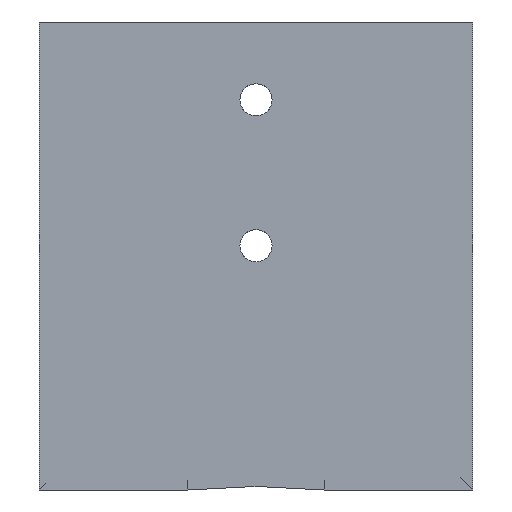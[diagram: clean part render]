
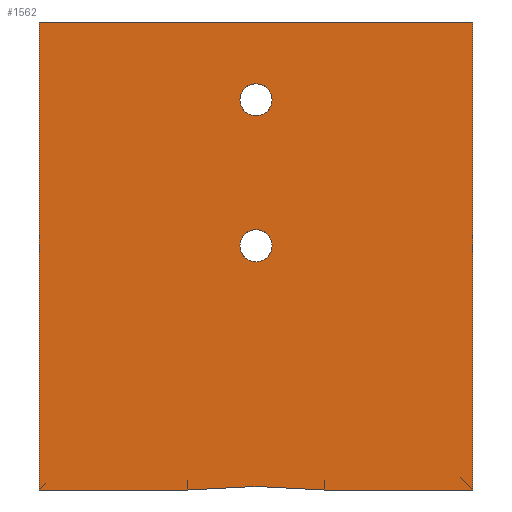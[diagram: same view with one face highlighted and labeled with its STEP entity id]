
A CAD part, top view. The second image highlights one B-rep face of the part: STEP entity #1562.
In plain terms, the highlighted planar face has unit normal (0, 0, 1).
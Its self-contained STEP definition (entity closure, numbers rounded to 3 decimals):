
#87 = DIRECTION ( 'NONE',  ( 0., 0., -1. ) ) ;
#141 = EDGE_CURVE ( 'NONE', #2238, #1311, #421, .T. ) ;
#167 = CARTESIAN_POINT ( 'NONE',  ( 24.151, 60., 0. ) ) ;
#197 = ORIENTED_EDGE ( 'NONE', *, *, #1386, .T. ) ;
#259 = EDGE_CURVE ( 'NONE', #1748, #265, #600, .T. ) ;
#265 = VERTEX_POINT ( 'NONE', #370 ) ;
#273 = LINE ( 'NONE', #675, #2878 ) ;
#277 = CIRCLE ( 'NONE', #2063, 1.651 ) ;
#304 = DIRECTION ( 'NONE',  ( -1., 0., 0. ) ) ;
#313 = CARTESIAN_POINT ( 'NONE',  ( 15.443, 34.9, 0. ) ) ;
#329 = EDGE_LOOP ( 'NONE', ( #1706, #1948 ) ) ;
#330 = EDGE_CURVE ( 'NONE', #2629, #1276, #277, .T. ) ;
#353 = DIRECTION ( 'NONE',  ( 0., 0., -1. ) ) ;
#370 = CARTESIAN_POINT ( 'NONE',  ( 44.775, 34.9, 0. ) ) ;
#421 = CIRCLE ( 'NONE', #3041, 1.651 ) ;
#457 = B_SPLINE_CURVE_WITH_KNOTS ( 'NONE', 3,
 ( #1769, #807, #1750, #2970, #1078, #2038, #2004, #550, #2541, #2246, #2784, #566, #1529, #581 ),
 .UNSPECIFIED., .F., .F.,
 ( 4, 2, 2, 2, 2, 2, 4 ),
 ( 0., 0.004, 0.005, 0.007, 0.009, 0.011, 0.014 ),
 .UNSPECIFIED. ) ;
#461 = CIRCLE ( 'NONE', #2409, 1.651 ) ;
#518 = CARTESIAN_POINT ( 'NONE',  ( 22.5, 75., 0. ) ) ;
#550 = CARTESIAN_POINT ( 'NONE',  ( 23.089, 35.262, 0. ) ) ;
#566 = CARTESIAN_POINT ( 'NONE',  ( 27.205, 34.994, 0. ) ) ;
#574 = ORIENTED_EDGE ( 'NONE', *, *, #2227, .T. ) ;
#581 = CARTESIAN_POINT ( 'NONE',  ( 29.557, 34.9, 0. ) ) ;
#600 = LINE ( 'NONE', #2517, #2985 ) ;
#635 = CARTESIAN_POINT ( 'NONE',  ( 0.225, 0., 0. ) ) ;
#675 = CARTESIAN_POINT ( 'NONE',  ( 27.89, 34.9, 0. ) ) ;
#692 = VECTOR ( 'NONE', #1642, 1000. ) ;
#721 = EDGE_CURVE ( 'NONE', #2019, #2661, #273, .T. ) ;
#764 = ORIENTED_EDGE ( 'NONE', *, *, #721, .T. ) ;
#807 = CARTESIAN_POINT ( 'NONE',  ( 16.62, 34.9, 0. ) ) ;
#848 = CARTESIAN_POINT ( 'NONE',  ( 20.849, 60., 0. ) ) ;
#883 = DIRECTION ( 'NONE',  ( 0., 1., 0. ) ) ;
#971 = VECTOR ( 'NONE', #883, 1000. ) ;
#977 = ORIENTED_EDGE ( 'NONE', *, *, #2897, .T. ) ;
#1033 = CARTESIAN_POINT ( 'NONE',  ( 0., 0., 0. ) ) ;
#1061 = AXIS2_PLACEMENT_3D ( 'NONE', #1033, #353, #304 ) ;
#1078 = CARTESIAN_POINT ( 'NONE',  ( 20.149, 35.179, 0. ) ) ;
#1130 = CARTESIAN_POINT ( 'NONE',  ( 24.151, 75., 0. ) ) ;
#1246 = DIRECTION ( 'NONE',  ( 0., 0., -1. ) ) ;
#1258 = CARTESIAN_POINT ( 'NONE',  ( 0., 83., 0. ) ) ;
#1268 = CARTESIAN_POINT ( 'NONE',  ( 20.849, 75., 0. ) ) ;
#1276 = VERTEX_POINT ( 'NONE', #1130 ) ;
#1298 = CARTESIAN_POINT ( 'NONE',  ( 22.5, 75., 0. ) ) ;
#1311 = VERTEX_POINT ( 'NONE', #848 ) ;
#1340 = FACE_BOUND ( 'NONE', #2470, .T. ) ;
#1386 = EDGE_CURVE ( 'NONE', #2410, #2128, #2365, .T. ) ;
#1423 = CARTESIAN_POINT ( 'NONE',  ( 22.5, 60., 0. ) ) ;
#1519 = FACE_OUTER_BOUND ( 'NONE', #2740, .T. ) ;
#1529 = CARTESIAN_POINT ( 'NONE',  ( 28.381, 34.9, 0. ) ) ;
#1544 = ORIENTED_EDGE ( 'NONE', *, *, #2658, .T. ) ;
#1562 = ADVANCED_FACE ( 'NONE', ( #1340, #3060, #1519 ), #2495, .F. ) ;
#1642 = DIRECTION ( 'NONE',  ( -1., 0., 0. ) ) ;
#1664 = DIRECTION ( 'NONE',  ( 0., 0., -1. ) ) ;
#1706 = ORIENTED_EDGE ( 'NONE', *, *, #141, .T. ) ;
#1748 = VERTEX_POINT ( 'NONE', #2328 ) ;
#1750 = CARTESIAN_POINT ( 'NONE',  ( 17.796, 34.994, 0. ) ) ;
#1769 = CARTESIAN_POINT ( 'NONE',  ( 15.443, 34.9, 0. ) ) ;
#1790 = CARTESIAN_POINT ( 'NONE',  ( 0.225, 34.9, 0. ) ) ;
#1798 = DIRECTION ( 'NONE',  ( -1., 0., 0. ) ) ;
#1804 = DIRECTION ( 'NONE',  ( -1., 0., 0. ) ) ;
#1845 = CARTESIAN_POINT ( 'NONE',  ( 0.225, 83., 0. ) ) ;
#1922 = DIRECTION ( 'NONE',  ( -1., 0., 0. ) ) ;
#1948 = ORIENTED_EDGE ( 'NONE', *, *, #3001, .T. ) ;
#2004 = CARTESIAN_POINT ( 'NONE',  ( 21.913, 35.263, 0. ) ) ;
#2019 = VERTEX_POINT ( 'NONE', #1790 ) ;
#2021 = DIRECTION ( 'NONE',  ( 0., 0., -1. ) ) ;
#2038 = CARTESIAN_POINT ( 'NONE',  ( 21.325, 35.244, 0. ) ) ;
#2063 = AXIS2_PLACEMENT_3D ( 'NONE', #1298, #87, #1798 ) ;
#2097 = VECTOR ( 'NONE', #2935, 1000. ) ;
#2100 = LINE ( 'NONE', #2129, #971 ) ;
#2128 = VERTEX_POINT ( 'NONE', #1845 ) ;
#2129 = CARTESIAN_POINT ( 'NONE',  ( 44.775, 0., 0. ) ) ;
#2227 = EDGE_CURVE ( 'NONE', #265, #2410, #2100, .T. ) ;
#2238 = VERTEX_POINT ( 'NONE', #167 ) ;
#2246 = CARTESIAN_POINT ( 'NONE',  ( 24.853, 35.179, 0. ) ) ;
#2328 = CARTESIAN_POINT ( 'NONE',  ( 29.557, 34.9, 0. ) ) ;
#2365 = LINE ( 'NONE', #1258, #692 ) ;
#2409 = AXIS2_PLACEMENT_3D ( 'NONE', #1423, #1664, #1922 ) ;
#2410 = VERTEX_POINT ( 'NONE', #2887 ) ;
#2434 = CARTESIAN_POINT ( 'NONE',  ( 22.5, 60., 0. ) ) ;
#2451 = DIRECTION ( 'NONE',  ( -1., 0., 0. ) ) ;
#2470 = EDGE_LOOP ( 'NONE', ( #3018, #2530 ) ) ;
#2495 = PLANE ( 'NONE',  #1061 ) ;
#2517 = CARTESIAN_POINT ( 'NONE',  ( 27.89, 34.9, 0. ) ) ;
#2530 = ORIENTED_EDGE ( 'NONE', *, *, #330, .T. ) ;
#2541 = CARTESIAN_POINT ( 'NONE',  ( 23.677, 35.244, 0. ) ) ;
#2563 = AXIS2_PLACEMENT_3D ( 'NONE', #518, #2021, #1804 ) ;
#2564 = DIRECTION ( 'NONE',  ( 1., 0., 0. ) ) ;
#2629 = VERTEX_POINT ( 'NONE', #1268 ) ;
#2658 = EDGE_CURVE ( 'NONE', #2661, #1748, #457, .T. ) ;
#2661 = VERTEX_POINT ( 'NONE', #313 ) ;
#2669 = DIRECTION ( 'NONE',  ( 1., 0., 0. ) ) ;
#2683 = EDGE_CURVE ( 'NONE', #1276, #2629, #2775, .T. ) ;
#2740 = EDGE_LOOP ( 'NONE', ( #197, #977, #764, #1544, #2857, #574 ) ) ;
#2775 = CIRCLE ( 'NONE', #2563, 1.651 ) ;
#2784 = CARTESIAN_POINT ( 'NONE',  ( 25.441, 35.133, 0. ) ) ;
#2839 = LINE ( 'NONE', #635, #2097 ) ;
#2857 = ORIENTED_EDGE ( 'NONE', *, *, #259, .T. ) ;
#2878 = VECTOR ( 'NONE', #2669, 1000. ) ;
#2887 = CARTESIAN_POINT ( 'NONE',  ( 44.775, 83., 0. ) ) ;
#2897 = EDGE_CURVE ( 'NONE', #2128, #2019, #2839, .T. ) ;
#2935 = DIRECTION ( 'NONE',  ( 0., -1., 0. ) ) ;
#2970 = CARTESIAN_POINT ( 'NONE',  ( 19.56, 35.134, 0. ) ) ;
#2985 = VECTOR ( 'NONE', #2564, 1000. ) ;
#3001 = EDGE_CURVE ( 'NONE', #1311, #2238, #461, .T. ) ;
#3018 = ORIENTED_EDGE ( 'NONE', *, *, #2683, .T. ) ;
#3041 = AXIS2_PLACEMENT_3D ( 'NONE', #2434, #1246, #2451 ) ;
#3060 = FACE_BOUND ( 'NONE', #329, .T. ) ;
